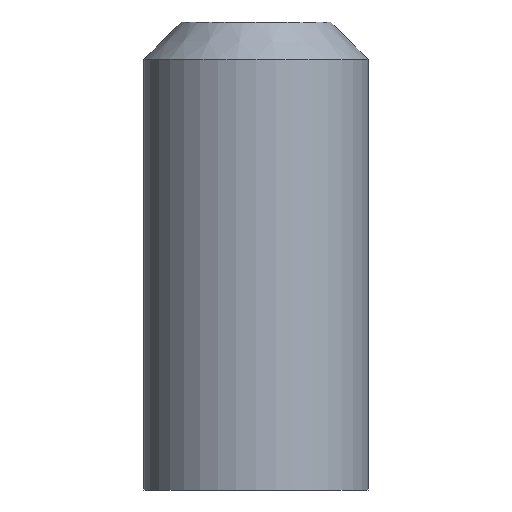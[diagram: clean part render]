
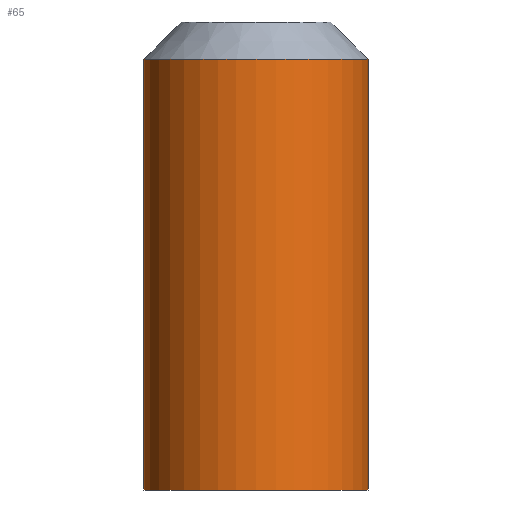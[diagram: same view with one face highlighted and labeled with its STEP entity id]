
A CAD part, front view. The second image highlights one B-rep face of the part: STEP entity #65.
In plain terms, the highlighted cylindrical face has radius 3 mm (diameter 6 mm), a full revolution.
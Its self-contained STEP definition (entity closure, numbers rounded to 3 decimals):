
#17=CYLINDRICAL_SURFACE('',#85,3.);
#20=FACE_OUTER_BOUND('',#24,.T.);
#24=EDGE_LOOP('',(#53,#54,#55,#56));
#29=LINE('',#120,#32);
#32=VECTOR('',#101,3.);
#35=CIRCLE('',#84,3.);
#36=CIRCLE('',#86,3.);
#39=VERTEX_POINT('',#115);
#40=VERTEX_POINT('',#119);
#44=EDGE_CURVE('',#39,#39,#35,.T.);
#45=EDGE_CURVE('',#39,#40,#29,.T.);
#46=EDGE_CURVE('',#40,#40,#36,.T.);
#53=ORIENTED_EDGE('',*,*,#44,.F.);
#54=ORIENTED_EDGE('',*,*,#45,.T.);
#55=ORIENTED_EDGE('',*,*,#46,.T.);
#56=ORIENTED_EDGE('',*,*,#45,.F.);
#65=ADVANCED_FACE('',(#20),#17,.T.);
#84=AXIS2_PLACEMENT_3D('',#117,#97,#98);
#85=AXIS2_PLACEMENT_3D('',#118,#99,#100);
#86=AXIS2_PLACEMENT_3D('',#121,#102,#103);
#97=DIRECTION('center_axis',(0.,0.,1.));
#98=DIRECTION('ref_axis',(1.,0.,0.));
#99=DIRECTION('center_axis',(0.,0.,1.));
#100=DIRECTION('ref_axis',(1.,0.,0.));
#101=DIRECTION('',(0.,0.,-1.));
#102=DIRECTION('center_axis',(0.,0.,1.));
#103=DIRECTION('ref_axis',(1.,0.,0.));
#115=CARTESIAN_POINT('',(-3.,0.,11.5));
#117=CARTESIAN_POINT('Origin',(0.,0.,11.5));
#118=CARTESIAN_POINT('Origin',(0.,0.,0.));
#119=CARTESIAN_POINT('',(-3.,0.,0.));
#120=CARTESIAN_POINT('',(-3.,0.,0.));
#121=CARTESIAN_POINT('Origin',(0.,0.,0.));
